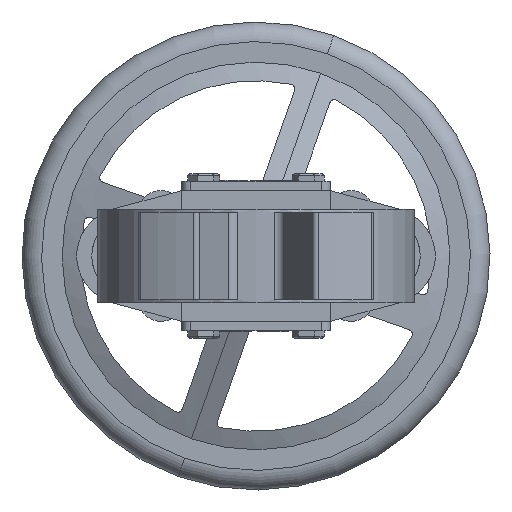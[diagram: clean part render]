
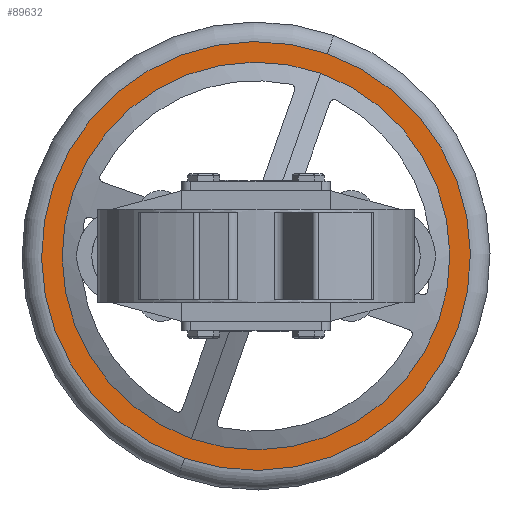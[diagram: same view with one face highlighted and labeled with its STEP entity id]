
A CAD part, front view. The second image highlights one B-rep face of the part: STEP entity #89632.
In plain terms, the highlighted planar face has unit normal (0, -1, 0).
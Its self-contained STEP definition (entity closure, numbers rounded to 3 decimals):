
#569 = CARTESIAN_POINT ( 'NONE',  ( -38.218, 408.655, -108.326 ) ) ;
#2555 = CIRCLE ( 'NONE', #36090, 103.87 ) ;
#6464 = CIRCLE ( 'NONE', #57594, 114.87 ) ;
#7986 = CARTESIAN_POINT ( 'NONE',  ( 0., 408.655, 0. ) ) ;
#8477 = VERTEX_POINT ( 'NONE', #88533 ) ;
#9358 = DIRECTION ( 'NONE',  ( 0., -1., 0. ) ) ;
#11408 = PLANE ( 'NONE',  #27957 ) ;
#11852 = CARTESIAN_POINT ( 'NONE',  ( -97.952, 408.655, 34.558 ) ) ;
#12357 = EDGE_CURVE ( 'NONE', #67097, #46649, #2555, .T. ) ;
#17003 = ORIENTED_EDGE ( 'NONE', *, *, #84910, .T. ) ;
#19596 = FACE_OUTER_BOUND ( 'NONE', #28367, .T. ) ;
#24986 = ORIENTED_EDGE ( 'NONE', *, *, #12357, .F. ) ;
#27957 = AXIS2_PLACEMENT_3D ( 'NONE', #11852, #88728, #39747 ) ;
#28143 = DIRECTION ( 'NONE',  ( -0.333, 0., -0.943 ) ) ;
#28367 = EDGE_LOOP ( 'NONE', ( #62245, #17003 ) ) ;
#28416 = CIRCLE ( 'NONE', #37175, 103.87 ) ;
#35867 = CARTESIAN_POINT ( 'NONE',  ( 0., 408.655, 0. ) ) ;
#35883 = DIRECTION ( 'NONE',  ( -0.333, 0., -0.943 ) ) ;
#36090 = AXIS2_PLACEMENT_3D ( 'NONE', #7986, #64714, #35883 ) ;
#37175 = AXIS2_PLACEMENT_3D ( 'NONE', #72059, #9358, #65221 ) ;
#38121 = CARTESIAN_POINT ( 'NONE',  ( -34.558, 408.655, -97.952 ) ) ;
#39747 = DIRECTION ( 'NONE',  ( 0.943, 0., -0.333 ) ) ;
#41352 = ORIENTED_EDGE ( 'NONE', *, *, #82366, .F. ) ;
#42517 = EDGE_CURVE ( 'NONE', #57334, #8477, #6464, .T. ) ;
#46649 = VERTEX_POINT ( 'NONE', #38121 ) ;
#49806 = EDGE_LOOP ( 'NONE', ( #41352, #24986 ) ) ;
#52610 = CIRCLE ( 'NONE', #77515, 114.87 ) ;
#57334 = VERTEX_POINT ( 'NONE', #569 ) ;
#57413 = CARTESIAN_POINT ( 'NONE',  ( 0., 408.655, 0. ) ) ;
#57594 = AXIS2_PLACEMENT_3D ( 'NONE', #57413, #62948, #28143 ) ;
#62245 = ORIENTED_EDGE ( 'NONE', *, *, #42517, .T. ) ;
#62948 = DIRECTION ( 'NONE',  ( 0., -1., 0. ) ) ;
#64267 = DIRECTION ( 'NONE',  ( 0., -1., 0. ) ) ;
#64714 = DIRECTION ( 'NONE',  ( 0., -1., 0. ) ) ;
#64812 = CARTESIAN_POINT ( 'NONE',  ( 34.558, 408.655, 97.952 ) ) ;
#65221 = DIRECTION ( 'NONE',  ( -0.333, 0., -0.943 ) ) ;
#67097 = VERTEX_POINT ( 'NONE', #64812 ) ;
#67686 = FACE_BOUND ( 'NONE', #49806, .T. ) ;
#72059 = CARTESIAN_POINT ( 'NONE',  ( 0., 408.655, 0. ) ) ;
#77515 = AXIS2_PLACEMENT_3D ( 'NONE', #35867, #64267, #83922 ) ;
#82366 = EDGE_CURVE ( 'NONE', #46649, #67097, #28416, .T. ) ;
#83922 = DIRECTION ( 'NONE',  ( -0.333, 0., -0.943 ) ) ;
#84910 = EDGE_CURVE ( 'NONE', #8477, #57334, #52610, .T. ) ;
#88533 = CARTESIAN_POINT ( 'NONE',  ( 38.218, 408.655, 108.326 ) ) ;
#88728 = DIRECTION ( 'NONE',  ( 0., 1., 0. ) ) ;
#89632 = ADVANCED_FACE ( 'NONE', ( #67686, #19596 ), #11408, .F. ) ;
